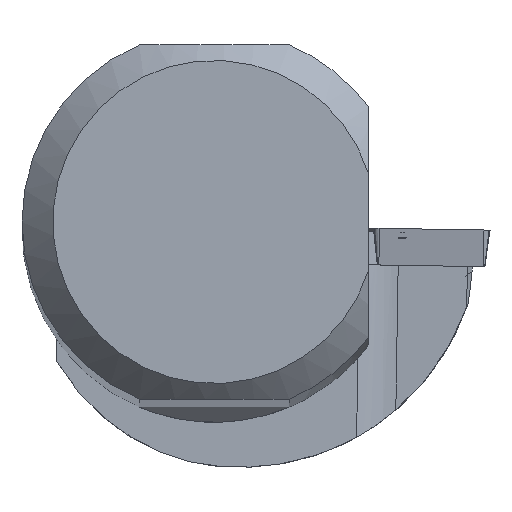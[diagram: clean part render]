
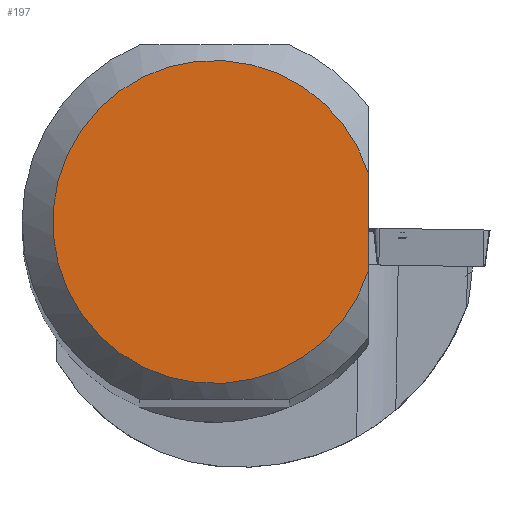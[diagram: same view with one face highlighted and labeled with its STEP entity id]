
A CAD part, top view. The second image highlights one B-rep face of the part: STEP entity #197.
In plain terms, the highlighted planar face has unit normal (0, 0, 1).
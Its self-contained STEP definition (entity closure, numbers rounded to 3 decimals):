
#153=FACE_OUTER_BOUND('',#396,.T.);
#197=ADVANCED_FACE('CU_SU_BP3',(#153),#230,.T.);
#230=PLANE('',#1031);
#267=LINE('',#1587,#316);
#316=VECTOR('',#1170,1.);
#396=EDGE_LOOP('',(#564,#565));
#564=ORIENTED_EDGE('',*,*,#782,.T.);
#565=ORIENTED_EDGE('',*,*,#827,.F.);
#692=VERTEX_POINT('',#1586);
#693=VERTEX_POINT('',#1588);
#782=EDGE_CURVE('',#693,#692,#267,.T.);
#827=EDGE_CURVE('',#693,#692,#873,.T.);
#873=CIRCLE('',#1030,10.491);
#1030=AXIS2_PLACEMENT_3D('',#1753,#1245,#1246);
#1031=AXIS2_PLACEMENT_3D('',#1754,#1247,#1248);
#1170=DIRECTION('',(0.,1.,0.));
#1245=DIRECTION('',(0.,0.,-1.));
#1246=DIRECTION('',(-1.,0.,0.));
#1247=DIRECTION('',(0.,0.,1.));
#1248=DIRECTION('',(-1.,0.,0.));
#1586=CARTESIAN_POINT('',(10.009,3.145,0.));
#1587=CARTESIAN_POINT('',(10.009,0.,0.));
#1588=CARTESIAN_POINT('',(10.009,-3.145,0.));
#1753=CARTESIAN_POINT('',(0.,0.,0.));
#1754=CARTESIAN_POINT('',(0.,0.,
0.));
